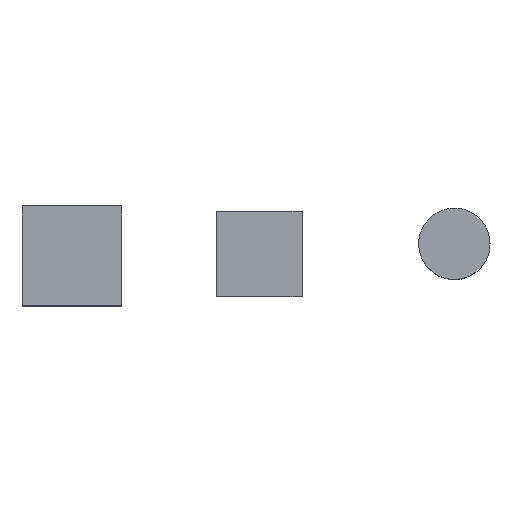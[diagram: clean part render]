
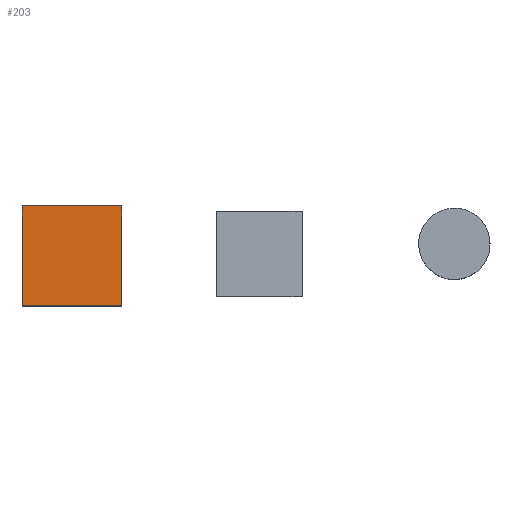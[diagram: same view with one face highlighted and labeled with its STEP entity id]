
A CAD part, top view. The second image highlights one B-rep face of the part: STEP entity #203.
In plain terms, the highlighted planar face has unit normal (0, 0, 1).
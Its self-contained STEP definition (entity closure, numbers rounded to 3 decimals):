
#203=ADVANCED_FACE('',(#399),#2245,.T.);
#399=FACE_OUTER_BOUND('',#599,.T.);
#599=EDGE_LOOP('',(#1151,#1152,#1153,#1154));
#1151=ORIENTED_EDGE('',*,*,#1696,.T.);
#1152=ORIENTED_EDGE('',*,*,#1697,.T.);
#1153=ORIENTED_EDGE('',*,*,#1698,.F.);
#1154=ORIENTED_EDGE('',*,*,#1694,.F.);
#1694=EDGE_CURVE('',#2035,#2036,#2584,.T.);
#1696=EDGE_CURVE('',#2035,#2037,#2586,.T.);
#1697=EDGE_CURVE('',#2037,#2038,#2587,.T.);
#1698=EDGE_CURVE('',#2036,#2038,#2588,.T.);
#2035=VERTEX_POINT('',#4059);
#2036=VERTEX_POINT('',#4060);
#2037=VERTEX_POINT('',#4061);
#2038=VERTEX_POINT('',#4062);
#2245=PLANE('',#2866);
#2584=B_SPLINE_CURVE_WITH_KNOTS('',1,(#4073,#4074),.UNSPECIFIED.,.F.,.F.,
(2,2),(0.,350.),.UNSPECIFIED.);
#2586=B_SPLINE_CURVE_WITH_KNOTS('',1,(#4077,#4078),.UNSPECIFIED.,.F.,.F.,
(2,2),(706.,1056.),.UNSPECIFIED.);
#2587=B_SPLINE_CURVE_WITH_KNOTS('',1,(#4079,#4080),.UNSPECIFIED.,.F.,.F.,
(2,2),(0.,350.),.UNSPECIFIED.);
#2588=B_SPLINE_CURVE_WITH_KNOTS('',1,(#4081,#4082),.UNSPECIFIED.,.F.,.F.,
(2,2),(706.,1056.),.UNSPECIFIED.);
#2866=AXIS2_PLACEMENT_3D('',#4051,#3056,$);
#3056=DIRECTION('',(0.,0.,1.));
#4051=CARTESIAN_POINT('',(54074.708,-72342.831,600.));
#4059=CARTESIAN_POINT('',(54074.708,-72342.831,600.));
#4060=CARTESIAN_POINT('',(54074.708,-71992.831,600.));
#4061=CARTESIAN_POINT('',(54424.708,-72342.831,600.));
#4062=CARTESIAN_POINT('',(54424.708,-71992.831,600.));
#4073=CARTESIAN_POINT('',(54074.708,-72342.831,600.));
#4074=CARTESIAN_POINT('',(54074.708,-71992.831,600.));
#4077=CARTESIAN_POINT('',(54074.708,-72342.831,600.));
#4078=CARTESIAN_POINT('',(54424.708,-72342.831,600.));
#4079=CARTESIAN_POINT('',(54424.708,-72342.831,600.));
#4080=CARTESIAN_POINT('',(54424.708,-71992.831,600.));
#4081=CARTESIAN_POINT('',(54074.708,-71992.831,600.));
#4082=CARTESIAN_POINT('',(54424.708,-71992.831,600.));
